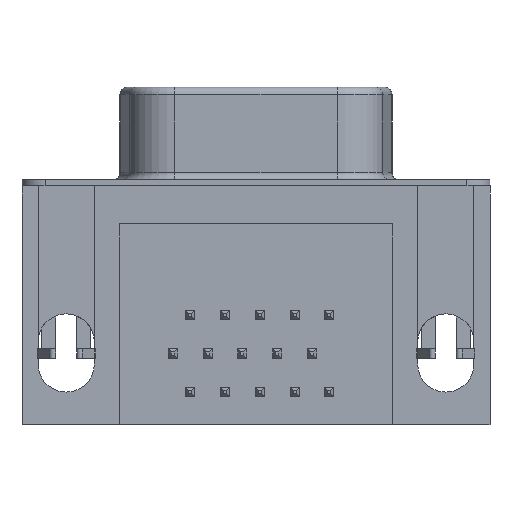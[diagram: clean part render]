
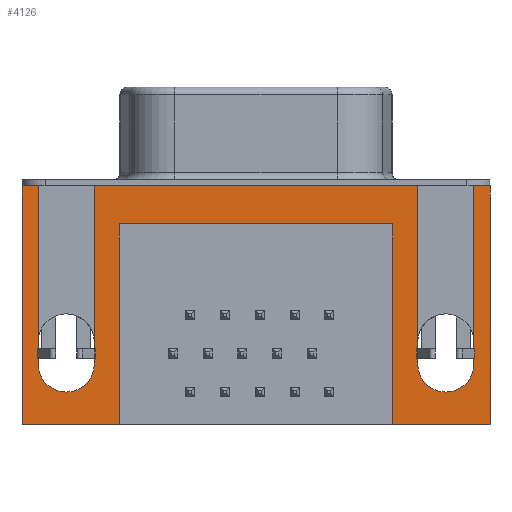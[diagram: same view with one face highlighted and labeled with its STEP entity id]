
A CAD part, front view. The second image highlights one B-rep face of the part: STEP entity #4126.
In plain terms, the highlighted planar face has unit normal (0, -1, 0).
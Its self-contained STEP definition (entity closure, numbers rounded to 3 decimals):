
#2696 = VERTEX_POINT ( 'NONE', #7585 ) ;
#2698 = EDGE_CURVE ( 'NONE', #2696, #2700, #7584, .T. ) ;
#2700 = VERTEX_POINT ( 'NONE', #7580 ) ;
#2722 = VERTEX_POINT ( 'NONE', #7591 ) ;
#2760 = VERTEX_POINT ( 'NONE', #7656 ) ;
#2900 = EDGE_CURVE ( 'NONE', #2760, #2722, #7932, .T. ) ;
#3353 = VERTEX_POINT ( 'NONE', #9008 ) ;
#3369 = EDGE_CURVE ( 'NONE', #3353, #2696, #8985, .T. ) ;
#3572 = VERTEX_POINT ( 'NONE', #9513 ) ;
#3574 = EDGE_CURVE ( 'NONE', #3575, #3572, #9512, .T. ) ;
#3575 = VERTEX_POINT ( 'NONE', #9508 ) ;
#4109 = ORIENTED_EDGE ( 'NONE', *, *, #4114, .F. ) ;
#4110 = EDGE_LOOP ( 'NONE', ( #4109, #4116, #4560, #4163, #4165, #4141, #4137, #4132, #4130, #4122, #4247, #4232, #4210, #4212, #4201, #4209, #4290, #4296 ) ) ;
#4112 = VERTEX_POINT ( 'NONE', #10583 ) ;
#4113 = VERTEX_POINT ( 'NONE', #10582 ) ;
#4114 = EDGE_CURVE ( 'NONE', #4112, #4113, #10581, .T. ) ;
#4115 = EDGE_CURVE ( 'NONE', #4559, #4112, #10577, .T. ) ;
#4116 = ORIENTED_EDGE ( 'NONE', *, *, #4115, .F. ) ;
#4122 = ORIENTED_EDGE ( 'NONE', *, *, #4249, .T. ) ;
#4126 = ADVANCED_FACE ( 'NONE', ( #10563 ), #6143, .T. ) ;
#4128 = VERTEX_POINT ( 'NONE', #10616 ) ;
#4130 = ORIENTED_EDGE ( 'NONE', *, *, #4131, .T. ) ;
#4131 = EDGE_CURVE ( 'NONE', #3353, #4128, #10613, .T. ) ;
#4132 = ORIENTED_EDGE ( 'NONE', *, *, #3369, .F. ) ;
#4137 = ORIENTED_EDGE ( 'NONE', *, *, #2698, .F. ) ;
#4140 = VERTEX_POINT ( 'NONE', #10640 ) ;
#4141 = ORIENTED_EDGE ( 'NONE', *, *, #4153, .F. ) ;
#4153 = EDGE_CURVE ( 'NONE', #2700, #4140, #10664, .T. ) ;
#4163 = ORIENTED_EDGE ( 'NONE', *, *, #4475, .F. ) ;
#4165 = ORIENTED_EDGE ( 'NONE', *, *, #4168, .F. ) ;
#4168 = EDGE_CURVE ( 'NONE', #4140, #4386, #10724, .T. ) ;
#4201 = ORIENTED_EDGE ( 'NONE', *, *, #4208, .F. ) ;
#4203 = VERTEX_POINT ( 'NONE', #10814 ) ;
#4204 = VERTEX_POINT ( 'NONE', #10813 ) ;
#4207 = EDGE_CURVE ( 'NONE', #5444, #4203, #10808, .T. ) ;
#4208 = EDGE_CURVE ( 'NONE', #4203, #3572, #10804, .T. ) ;
#4209 = ORIENTED_EDGE ( 'NONE', *, *, #4207, .F. ) ;
#4210 = ORIENTED_EDGE ( 'NONE', *, *, #4211, .T. ) ;
#4211 = EDGE_CURVE ( 'NONE', #4204, #3575, #10800, .T. ) ;
#4212 = ORIENTED_EDGE ( 'NONE', *, *, #3574, .T. ) ;
#4228 = EDGE_CURVE ( 'NONE', #4204, #2722, #10838, .T. ) ;
#4232 = ORIENTED_EDGE ( 'NONE', *, *, #4228, .F. ) ;
#4247 = ORIENTED_EDGE ( 'NONE', *, *, #2900, .T. ) ;
#4249 = EDGE_CURVE ( 'NONE', #4128, #2760, #10875, .T. ) ;
#4286 = EDGE_CURVE ( 'NONE', #4113, #5416, #10994, .T. ) ;
#4290 = ORIENTED_EDGE ( 'NONE', *, *, #4569, .F. ) ;
#4296 = ORIENTED_EDGE ( 'NONE', *, *, #4286, .F. ) ;
#4386 = VERTEX_POINT ( 'NONE', #11162 ) ;
#4471 = VERTEX_POINT ( 'NONE', #11331 ) ;
#4475 = EDGE_CURVE ( 'NONE', #4386, #4471, #11330, .T. ) ;
#4558 = EDGE_CURVE ( 'NONE', #4471, #4559, #11448, .T. ) ;
#4559 = VERTEX_POINT ( 'NONE', #11444 ) ;
#4560 = ORIENTED_EDGE ( 'NONE', *, *, #4558, .F. ) ;
#4569 = EDGE_CURVE ( 'NONE', #5416, #5444, #11496, .T. ) ;
#5416 = VERTEX_POINT ( 'NONE', #13014 ) ;
#5444 = VERTEX_POINT ( 'NONE', #13048 ) ;
#6143 = PLANE ( 'NONE',  #6144 ) ;
#6144 = AXIS2_PLACEMENT_3D ( 'NONE', #6147, #6148, #6145 ) ;
#6145 = DIRECTION ( 'NONE',  ( 1., 0., 0. ) ) ;
#6147 = CARTESIAN_POINT ( 'NONE',  ( -15.405, -6.275, -2.5 ) ) ;
#6148 = DIRECTION ( 'NONE',  ( 0., -1., 0. ) ) ;
#7580 = CARTESIAN_POINT ( 'NONE',  ( -14.345, -6.275, 0. ) ) ;
#7581 = DIRECTION ( 'NONE',  ( 1., 0., 0. ) ) ;
#7582 = VECTOR ( 'NONE', #7581, 1000. ) ;
#7583 = CARTESIAN_POINT ( 'NONE',  ( -15.405, -6.275, 0. ) ) ;
#7584 = LINE ( 'NONE', #7583, #7582 ) ;
#7585 = CARTESIAN_POINT ( 'NONE',  ( -15.405, -6.275, 0. ) ) ;
#7591 = CARTESIAN_POINT ( 'NONE',  ( 8.995, -6.275, -2.5 ) ) ;
#7656 = CARTESIAN_POINT ( 'NONE',  ( -8.995, -6.275, -2.5 ) ) ;
#7929 = DIRECTION ( 'NONE',  ( 1., 0., 0. ) ) ;
#7930 = VECTOR ( 'NONE', #7929, 1000. ) ;
#7931 = CARTESIAN_POINT ( 'NONE',  ( -15.405, -6.275, -2.5 ) ) ;
#7932 = LINE ( 'NONE', #7931, #7930 ) ;
#8982 = DIRECTION ( 'NONE',  ( 0., 0., 1. ) ) ;
#8983 = VECTOR ( 'NONE', #8982, 1000. ) ;
#8984 = CARTESIAN_POINT ( 'NONE',  ( -15.405, -6.275, -2.5 ) ) ;
#8985 = LINE ( 'NONE', #8984, #8983 ) ;
#9008 = CARTESIAN_POINT ( 'NONE',  ( -15.405, -6.275, -15.72 ) ) ;
#9508 = CARTESIAN_POINT ( 'NONE',  ( 15.405, -6.275, -15.72 ) ) ;
#9509 = DIRECTION ( 'NONE',  ( 0., 0., 1. ) ) ;
#9510 = VECTOR ( 'NONE', #9509, 1000. ) ;
#9511 = CARTESIAN_POINT ( 'NONE',  ( 15.405, -6.275, -2.5 ) ) ;
#9512 = LINE ( 'NONE', #9511, #9510 ) ;
#9513 = CARTESIAN_POINT ( 'NONE',  ( 15.405, -6.275, 0. ) ) ;
#10563 = FACE_OUTER_BOUND ( 'NONE', #4110, .T. ) ;
#10574 = DIRECTION ( 'NONE',  ( 1., 0., 0. ) ) ;
#10575 = VECTOR ( 'NONE', #10574, 1000. ) ;
#10576 = CARTESIAN_POINT ( 'NONE',  ( -15.405, -6.275, 0. ) ) ;
#10577 = LINE ( 'NONE', #10576, #10575 ) ;
#10578 = DIRECTION ( 'NONE',  ( 0., 0., -1. ) ) ;
#10579 = VECTOR ( 'NONE', #10578, 1000. ) ;
#10580 = CARTESIAN_POINT ( 'NONE',  ( 10.645, -6.275, 0. ) ) ;
#10581 = LINE ( 'NONE', #10580, #10579 ) ;
#10582 = CARTESIAN_POINT ( 'NONE',  ( 10.645, -6.275, -11.72 ) ) ;
#10583 = CARTESIAN_POINT ( 'NONE',  ( 10.645, -6.275, 0. ) ) ;
#10610 = DIRECTION ( 'NONE',  ( 1., 0., 0. ) ) ;
#10611 = VECTOR ( 'NONE', #10610, 1000. ) ;
#10612 = CARTESIAN_POINT ( 'NONE',  ( -15.405, -6.275, -15.72 ) ) ;
#10613 = LINE ( 'NONE', #10612, #10611 ) ;
#10616 = CARTESIAN_POINT ( 'NONE',  ( -8.995, -6.275, -15.72 ) ) ;
#10640 = CARTESIAN_POINT ( 'NONE',  ( -14.345, -6.275, -11.72 ) ) ;
#10661 = DIRECTION ( 'NONE',  ( 0., 0., -1. ) ) ;
#10662 = VECTOR ( 'NONE', #10661, 1000. ) ;
#10663 = CARTESIAN_POINT ( 'NONE',  ( -14.345, -6.275, 0. ) ) ;
#10664 = LINE ( 'NONE', #10663, #10662 ) ;
#10721 = DIRECTION ( 'NONE',  ( 0., 0., -1. ) ) ;
#10722 = DIRECTION ( 'NONE',  ( 0., -1., 0. ) ) ;
#10723 = AXIS2_PLACEMENT_3D ( 'NONE', #10730, #10722, #10721 ) ;
#10724 = CIRCLE ( 'NONE', #10723, 1.85 ) ;
#10730 = CARTESIAN_POINT ( 'NONE',  ( -12.495, -6.275, -11.72 ) ) ;
#10797 = DIRECTION ( 'NONE',  ( 1., 0., 0. ) ) ;
#10798 = VECTOR ( 'NONE', #10797, 1000. ) ;
#10799 = CARTESIAN_POINT ( 'NONE',  ( 15.405, -6.275, -15.72 ) ) ;
#10800 = LINE ( 'NONE', #10799, #10798 ) ;
#10801 = DIRECTION ( 'NONE',  ( 1., 0., 0. ) ) ;
#10802 = VECTOR ( 'NONE', #10801, 1000. ) ;
#10803 = CARTESIAN_POINT ( 'NONE',  ( -15.405, -6.275, 0. ) ) ;
#10804 = LINE ( 'NONE', #10803, #10802 ) ;
#10805 = DIRECTION ( 'NONE',  ( 0., 0., 1. ) ) ;
#10806 = VECTOR ( 'NONE', #10805, 1000. ) ;
#10807 = CARTESIAN_POINT ( 'NONE',  ( 14.345, -6.275, 0. ) ) ;
#10808 = LINE ( 'NONE', #10807, #10806 ) ;
#10813 = CARTESIAN_POINT ( 'NONE',  ( 8.995, -6.275, -15.72 ) ) ;
#10814 = CARTESIAN_POINT ( 'NONE',  ( 14.345, -6.275, 0. ) ) ;
#10834 = DIRECTION ( 'NONE',  ( 0., 0., 1. ) ) ;
#10835 = VECTOR ( 'NONE', #10834, 1000. ) ;
#10836 = CARTESIAN_POINT ( 'NONE',  ( 8.995, -6.275, -22.735 ) ) ;
#10838 = LINE ( 'NONE', #10836, #10835 ) ;
#10872 = DIRECTION ( 'NONE',  ( 0., 0., 1. ) ) ;
#10873 = VECTOR ( 'NONE', #10872, 1000. ) ;
#10874 = CARTESIAN_POINT ( 'NONE',  ( -8.995, -6.275, -22.735 ) ) ;
#10875 = LINE ( 'NONE', #10874, #10873 ) ;
#10990 = DIRECTION ( 'NONE',  ( 0., 0., 1. ) ) ;
#10991 = DIRECTION ( 'NONE',  ( 0., -1., 0. ) ) ;
#10992 = CARTESIAN_POINT ( 'NONE',  ( 12.495, -6.275, -11.72 ) ) ;
#10993 = AXIS2_PLACEMENT_3D ( 'NONE', #10992, #10991, #10990 ) ;
#10994 = CIRCLE ( 'NONE', #10993, 1.85 ) ;
#11162 = CARTESIAN_POINT ( 'NONE',  ( -12.495, -6.275, -13.57 ) ) ;
#11326 = DIRECTION ( 'NONE',  ( 0., 0., -1. ) ) ;
#11327 = DIRECTION ( 'NONE',  ( 0., -1., 0. ) ) ;
#11328 = CARTESIAN_POINT ( 'NONE',  ( -12.495, -6.275, -11.72 ) ) ;
#11329 = AXIS2_PLACEMENT_3D ( 'NONE', #11328, #11327, #11326 ) ;
#11330 = CIRCLE ( 'NONE', #11329, 1.85 ) ;
#11331 = CARTESIAN_POINT ( 'NONE',  ( -10.645, -6.275, -11.72 ) ) ;
#11444 = CARTESIAN_POINT ( 'NONE',  ( -10.645, -6.275, 0. ) ) ;
#11445 = DIRECTION ( 'NONE',  ( 0., 0., 1. ) ) ;
#11446 = VECTOR ( 'NONE', #11445, 1000. ) ;
#11447 = CARTESIAN_POINT ( 'NONE',  ( -10.645, -6.275, 0. ) ) ;
#11448 = LINE ( 'NONE', #11447, #11446 ) ;
#11492 = DIRECTION ( 'NONE',  ( 0., 0., 1. ) ) ;
#11493 = DIRECTION ( 'NONE',  ( 0., -1., 0. ) ) ;
#11494 = CARTESIAN_POINT ( 'NONE',  ( 12.495, -6.275, -11.72 ) ) ;
#11495 = AXIS2_PLACEMENT_3D ( 'NONE', #11494, #11493, #11492 ) ;
#11496 = CIRCLE ( 'NONE', #11495, 1.85 ) ;
#13014 = CARTESIAN_POINT ( 'NONE',  ( 12.495, -6.275, -13.57 ) ) ;
#13048 = CARTESIAN_POINT ( 'NONE',  ( 14.345, -6.275, -11.72 ) ) ;
